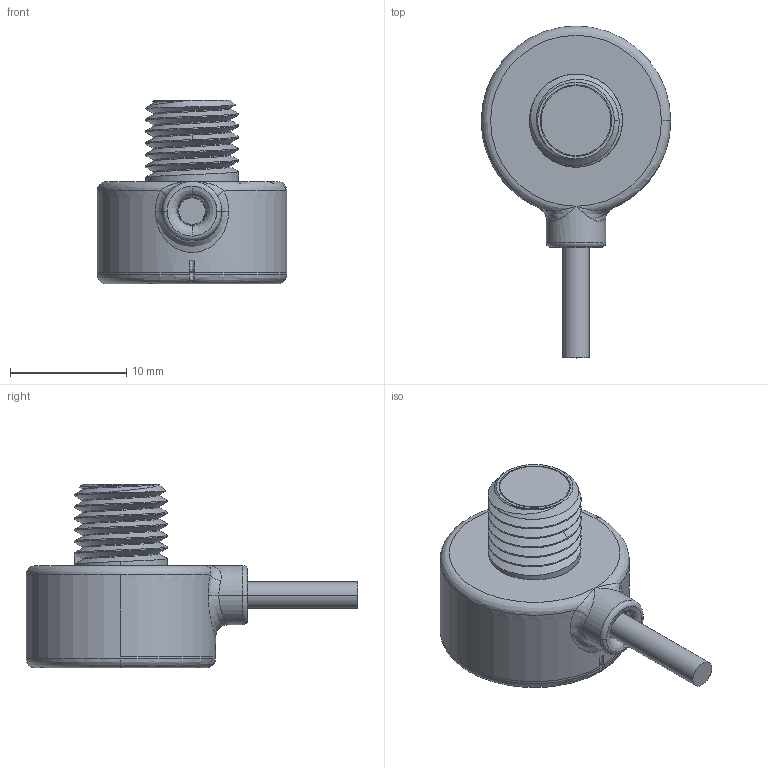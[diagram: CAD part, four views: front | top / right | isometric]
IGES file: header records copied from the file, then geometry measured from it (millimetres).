
Start section:  PTC IGES file: 155332.igs
Global section: file name: 155332.igs; native system: Pro/ENGINEER by Parametric Technology Corporation; preprocessor: 2009141; author: banengservice; organization: Unknown; date: 20101222.130524; units: inch
Bounding box: 16.3 x 28.55 x 15.8 mm (x, y, z)
Volume: 1171.9 mm3; surface area: 2275.9 mm2
Topology: 1 solids, 1 shells, 173 faces, 430 edges, 267 vertices
Faces by surface type: revolution 121, bspline 52
